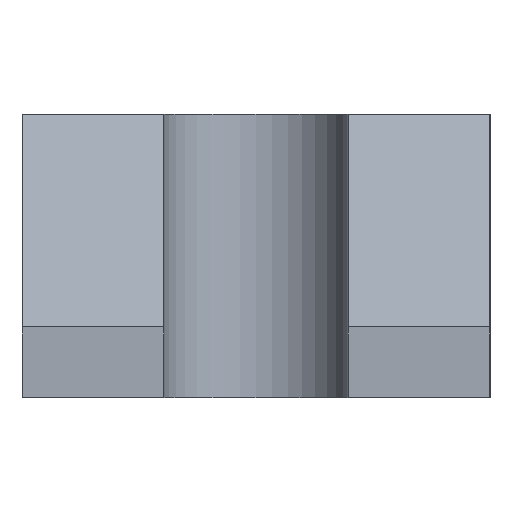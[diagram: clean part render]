
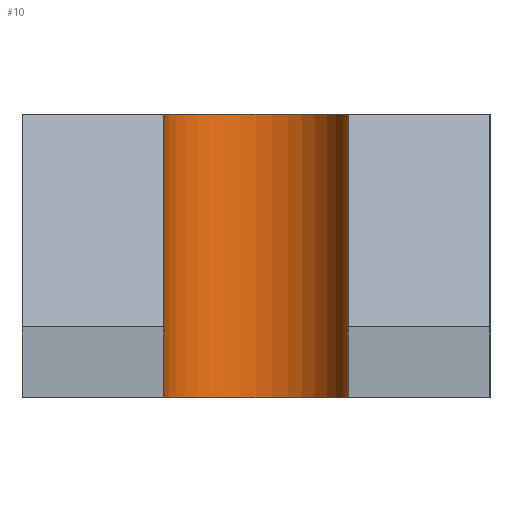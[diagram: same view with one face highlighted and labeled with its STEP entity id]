
A CAD part, left-side view. The second image highlights one B-rep face of the part: STEP entity #10.
In plain terms, the highlighted cylindrical face has radius 13 mm (diameter 26 mm), a partial arc.
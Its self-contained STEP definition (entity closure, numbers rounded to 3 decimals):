
#10 = ADVANCED_FACE ( 'NONE', ( #365 ), #278, .F. ) ;
#25 = DIRECTION ( 'NONE',  ( 0., 1., 0. ) ) ;
#28 = ORIENTED_EDGE ( 'NONE', *, *, #45, .F. ) ;
#31 = DIRECTION ( 'NONE',  ( 0., 0., 1. ) ) ;
#38 = CIRCLE ( 'NONE', #293, 13. ) ;
#45 = EDGE_CURVE ( 'NONE', #70, #468, #89, .T. ) ;
#70 = VERTEX_POINT ( 'NONE', #126 ) ;
#82 = VERTEX_POINT ( 'NONE', #179 ) ;
#89 = LINE ( 'NONE', #446, #397 ) ;
#92 = LINE ( 'NONE', #246, #139 ) ;
#116 = DIRECTION ( 'NONE',  ( 0., 1., 0. ) ) ;
#126 = CARTESIAN_POINT ( 'NONE',  ( 0., -13., 40. ) ) ;
#137 = EDGE_CURVE ( 'NONE', #82, #468, #38, .T. ) ;
#139 = VECTOR ( 'NONE', #173, 1000. ) ;
#173 = DIRECTION ( 'NONE',  ( 0., 0., 1. ) ) ;
#175 = DIRECTION ( 'NONE',  ( 0., 0., -1. ) ) ;
#179 = CARTESIAN_POINT ( 'NONE',  ( 0., 13., 0. ) ) ;
#243 = AXIS2_PLACEMENT_3D ( 'NONE', #401, #175, #25 ) ;
#246 = CARTESIAN_POINT ( 'NONE',  ( 0., 13., 0. ) ) ;
#275 = EDGE_CURVE ( 'NONE', #457, #70, #413, .T. ) ;
#278 = CYLINDRICAL_SURFACE ( 'NONE', #322, 13. ) ;
#286 = CARTESIAN_POINT ( 'NONE',  ( 0., -13., 0. ) ) ;
#292 = CARTESIAN_POINT ( 'NONE',  ( 0., 13., 40. ) ) ;
#293 = AXIS2_PLACEMENT_3D ( 'NONE', #396, #459, #461 ) ;
#322 = AXIS2_PLACEMENT_3D ( 'NONE', #433, #31, #116 ) ;
#334 = ORIENTED_EDGE ( 'NONE', *, *, #342, .F. ) ;
#342 = EDGE_CURVE ( 'NONE', #82, #457, #92, .T. ) ;
#349 = DIRECTION ( 'NONE',  ( 0., 0., -1. ) ) ;
#365 = FACE_OUTER_BOUND ( 'NONE', #403, .T. ) ;
#396 = CARTESIAN_POINT ( 'NONE',  ( 0., 0., 0. ) ) ;
#397 = VECTOR ( 'NONE', #349, 1000. ) ;
#401 = CARTESIAN_POINT ( 'NONE',  ( 0., 0., 40. ) ) ;
#403 = EDGE_LOOP ( 'NONE', ( #425, #28, #444, #334 ) ) ;
#413 = CIRCLE ( 'NONE', #243, 13. ) ;
#425 = ORIENTED_EDGE ( 'NONE', *, *, #137, .T. ) ;
#433 = CARTESIAN_POINT ( 'NONE',  ( 0., 0., 0. ) ) ;
#444 = ORIENTED_EDGE ( 'NONE', *, *, #275, .F. ) ;
#446 = CARTESIAN_POINT ( 'NONE',  ( 0., -13., 0. ) ) ;
#457 = VERTEX_POINT ( 'NONE', #292 ) ;
#459 = DIRECTION ( 'NONE',  ( 0., 0., -1. ) ) ;
#461 = DIRECTION ( 'NONE',  ( 0., 1., 0. ) ) ;
#468 = VERTEX_POINT ( 'NONE', #286 ) ;
